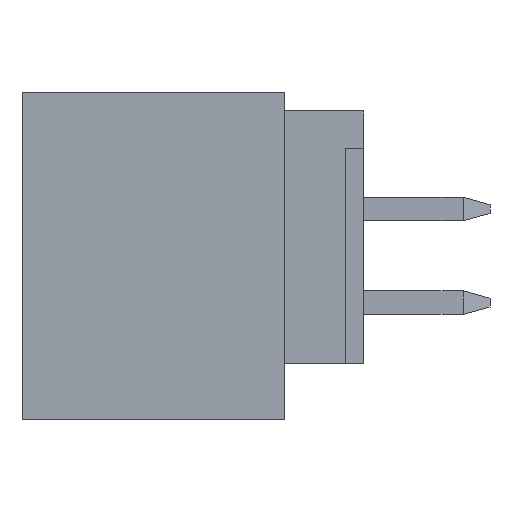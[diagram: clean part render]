
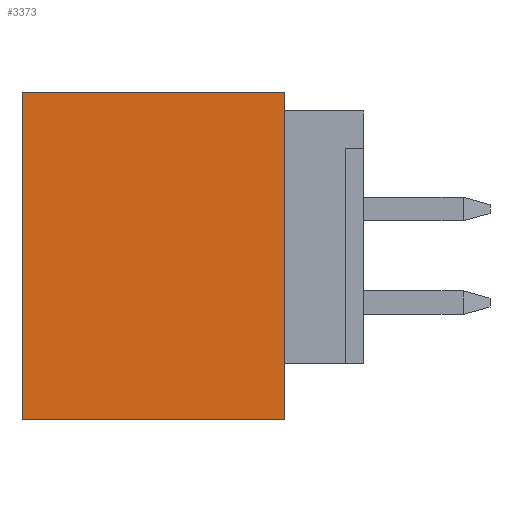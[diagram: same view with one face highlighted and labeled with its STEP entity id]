
A CAD part, left-side view. The second image highlights one B-rep face of the part: STEP entity #3373.
In plain terms, the highlighted planar face has unit normal (-1, 0, 0).
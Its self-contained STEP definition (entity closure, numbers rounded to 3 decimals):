
#1=DIRECTION('',(0.,-1.,0.));
#2=VECTOR('',#1,7.11);
#3=CARTESIAN_POINT('',(-10.16,3.555,-4.445));
#4=LINE('',#3,#2);
#17=DIRECTION('',(0.,0.,1.));
#18=VECTOR('',#17,8.89);
#19=CARTESIAN_POINT('',(-10.16,3.555,-4.445));
#20=LINE('',#19,#18);
#2335=DIRECTION('',(0.,0.,1.));
#2336=VECTOR('',#2335,8.89);
#2337=CARTESIAN_POINT('',(-10.16,-3.555,-4.445));
#2338=LINE('',#2337,#2336);
#2393=DIRECTION('',(0.,-1.,0.));
#2394=VECTOR('',#2393,7.11);
#2395=CARTESIAN_POINT('',(-10.16,3.555,4.445));
#2396=LINE('',#2395,#2394);
#2571=CARTESIAN_POINT('',(-10.16,3.555,-4.445));
#2572=CARTESIAN_POINT('',(-10.16,-3.555,-4.445));
#2573=VERTEX_POINT('',#2571);
#2574=VERTEX_POINT('',#2572);
#2579=CARTESIAN_POINT('',(-10.16,3.555,4.445));
#2580=CARTESIAN_POINT('',(-10.16,-3.555,4.445));
#2581=VERTEX_POINT('',#2579);
#2582=VERTEX_POINT('',#2580);
#3359=CARTESIAN_POINT('',(-10.16,3.555,-4.445));
#3360=DIRECTION('',(-1.,0.,0.));
#3361=DIRECTION('',(0.,-1.,0.));
#3362=AXIS2_PLACEMENT_3D('',#3359,#3360,#3361);
#3363=PLANE('',#3362);
#3364=ORIENTED_EDGE('',*,*,#3348,.F.);
#3366=ORIENTED_EDGE('',*,*,#3365,.T.);
#3368=ORIENTED_EDGE('',*,*,#3367,.T.);
#3370=ORIENTED_EDGE('',*,*,#3369,.F.);
#3371=EDGE_LOOP('',(#3364,#3366,#3368,#3370));
#3372=FACE_OUTER_BOUND('',#3371,.F.);
#3373=ADVANCED_FACE('',(#3372),#3363,.T.);
#3348=EDGE_CURVE('',#2573,#2574,#4,.T.);
#3365=EDGE_CURVE('',#2573,#2581,#20,.T.);
#3367=EDGE_CURVE('',#2581,#2582,#2396,.T.);
#3369=EDGE_CURVE('',#2574,#2582,#2338,.T.);
